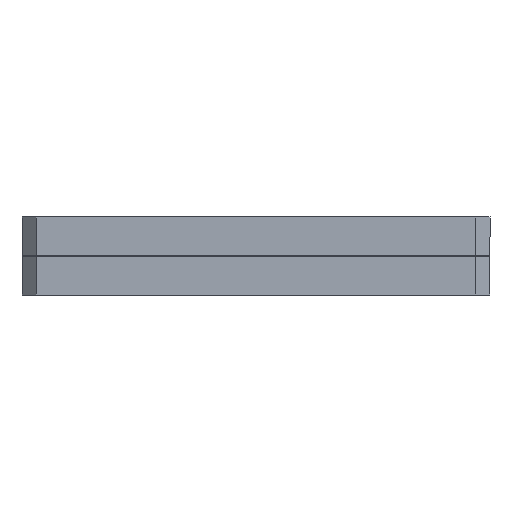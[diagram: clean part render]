
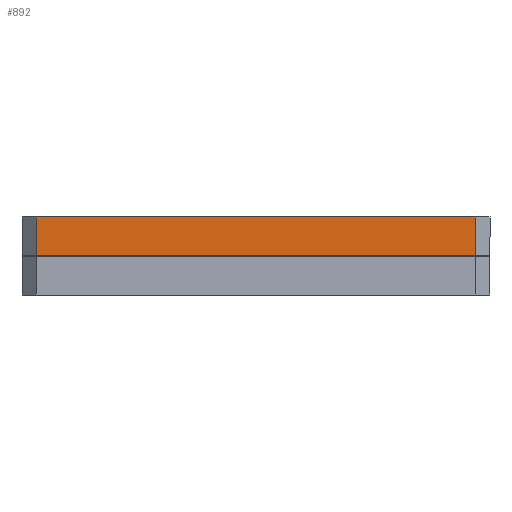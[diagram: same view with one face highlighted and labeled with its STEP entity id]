
A CAD part, front view. The second image highlights one B-rep face of the part: STEP entity #892.
In plain terms, the highlighted planar face has unit normal (0, -1, 0).
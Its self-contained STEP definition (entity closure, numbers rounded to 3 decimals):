
#25 = VERTEX_POINT ( 'NONE', #1136 ) ;
#27 = EDGE_CURVE ( 'NONE', #326, #25, #969, .T. ) ;
#42 = CARTESIAN_POINT ( 'NONE',  ( 81., -81., 0. ) ) ;
#48 = CARTESIAN_POINT ( 'NONE',  ( 76., -81., -13.25 ) ) ;
#119 = CARTESIAN_POINT ( 'NONE',  ( -225., -81., -13.25 ) ) ;
#189 = PLANE ( 'NONE',  #1556 ) ;
#303 = EDGE_CURVE ( 'NONE', #25, #1721, #1714, .T. ) ;
#326 = VERTEX_POINT ( 'NONE', #48 ) ;
#499 = DIRECTION ( 'NONE',  ( -1., 0., 0. ) ) ;
#549 = VERTEX_POINT ( 'NONE', #1111 ) ;
#635 = DIRECTION ( 'NONE',  ( 0., 0., -1. ) ) ;
#754 = ORIENTED_EDGE ( 'NONE', *, *, #303, .T. ) ;
#790 = LINE ( 'NONE', #119, #1121 ) ;
#814 = EDGE_LOOP ( 'NONE', ( #1766, #1254, #754, #1295 ) ) ;
#840 = FACE_OUTER_BOUND ( 'NONE', #814, .T. ) ;
#852 = DIRECTION ( 'NONE',  ( 0., 0., 1. ) ) ;
#892 = ADVANCED_FACE ( 'NONE', ( #840 ), #189, .T. ) ;
#969 = LINE ( 'NONE', #1717, #1745 ) ;
#984 = DIRECTION ( 'NONE',  ( 0., 0., -1. ) ) ;
#1111 = CARTESIAN_POINT ( 'NONE',  ( -76., -81., -13.25 ) ) ;
#1121 = VECTOR ( 'NONE', #1720, 1000. ) ;
#1136 = CARTESIAN_POINT ( 'NONE',  ( 76., -81., 0. ) ) ;
#1209 = EDGE_CURVE ( 'NONE', #1721, #549, #1485, .T. ) ;
#1246 = CARTESIAN_POINT ( 'NONE',  ( -76., -81., 0. ) ) ;
#1254 = ORIENTED_EDGE ( 'NONE', *, *, #27, .T. ) ;
#1295 = ORIENTED_EDGE ( 'NONE', *, *, #1209, .T. ) ;
#1467 = CARTESIAN_POINT ( 'NONE',  ( 81., -81., 0. ) ) ;
#1480 = DIRECTION ( 'NONE',  ( 0., -1., 0. ) ) ;
#1485 = LINE ( 'NONE', #1858, #1527 ) ;
#1527 = VECTOR ( 'NONE', #984, 1000. ) ;
#1556 = AXIS2_PLACEMENT_3D ( 'NONE', #1467, #1480, #635 ) ;
#1662 = VECTOR ( 'NONE', #499, 1000. ) ;
#1714 = LINE ( 'NONE', #42, #1662 ) ;
#1717 = CARTESIAN_POINT ( 'NONE',  ( 76., -81., 0. ) ) ;
#1720 = DIRECTION ( 'NONE',  ( 1., 0., 0. ) ) ;
#1721 = VERTEX_POINT ( 'NONE', #1246 ) ;
#1745 = VECTOR ( 'NONE', #852, 1000. ) ;
#1766 = ORIENTED_EDGE ( 'NONE', *, *, #1849, .T. ) ;
#1849 = EDGE_CURVE ( 'NONE', #549, #326, #790, .T. ) ;
#1858 = CARTESIAN_POINT ( 'NONE',  ( -76., -81., 0. ) ) ;
